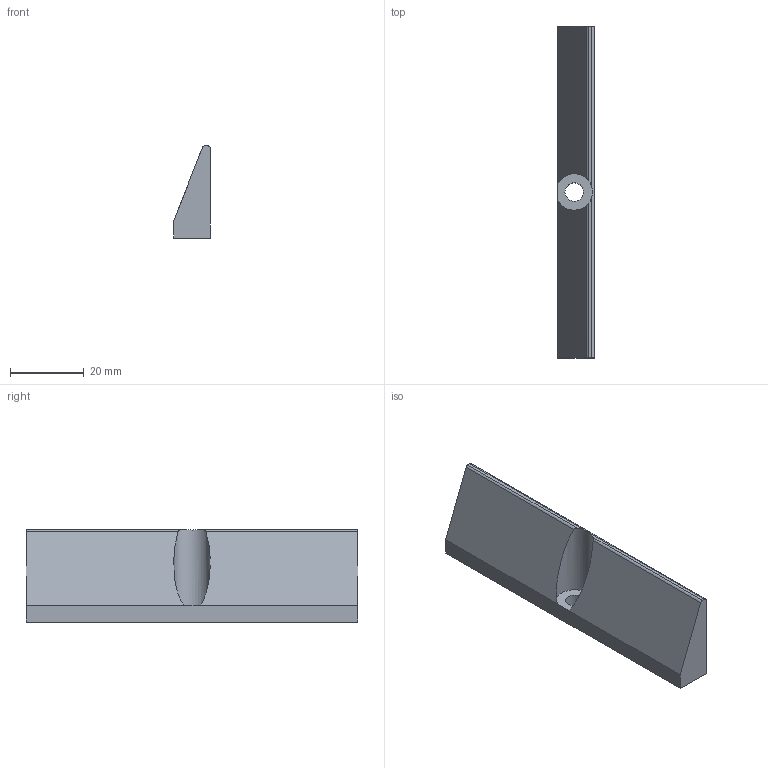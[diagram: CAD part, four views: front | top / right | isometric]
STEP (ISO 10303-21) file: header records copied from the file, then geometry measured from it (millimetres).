
FILE_DESCRIPTION(('FreeCAD Model'),'2;1');
FILE_NAME('Open CASCADE Shape Model','2025-10-26T19:54:30',(''),(''), 'Open CASCADE STEP processor 7.7','FreeCAD','Unknown');
FILE_SCHEMA(('AUTOMOTIVE_DESIGN { 1 0 10303 214 1 1 1 1 }'));
Length unit declared in the file: millimetre
Products named in the file (1): Side
Bounding box: 10 x 90 x 25 mm (x, y, z)
Volume: 13546.6 mm3; surface area: 6929.4 mm2
Topology: 1 solids, 1 shells, 31 faces, 63 edges, 42 vertices
Faces by surface type: plane 18, cylinder 13
Full cylindrical faces by diameter (mm): 3.5 x8, 5 x1
Entity records: 1857 total; most frequent: CARTESIAN_POINT 505, DIRECTION 258, ORIENTED_EDGE 126, PCURVE 126, DEFINITIONAL_REPRESENTATION 126, LINE 119, VECTOR 119, EDGE_CURVE 63
